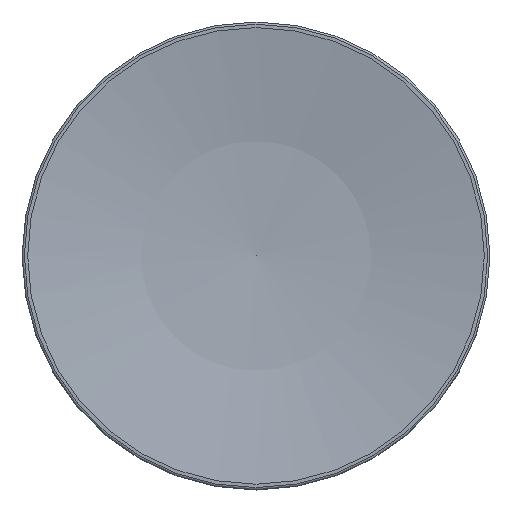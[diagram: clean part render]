
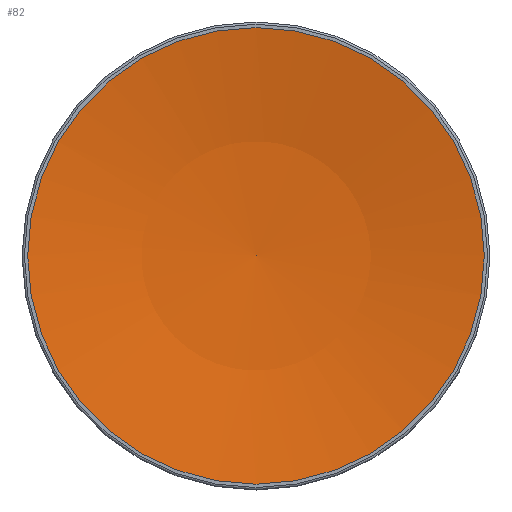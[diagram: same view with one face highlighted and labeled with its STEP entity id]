
A CAD part, top view. The second image highlights one B-rep face of the part: STEP entity #82.
In plain terms, the highlighted spherical face has radius 53.031 mm.
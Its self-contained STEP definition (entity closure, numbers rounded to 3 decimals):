
#82 = ADVANCED_FACE( '', ( #207 ), #208, .F. );
#207 = FACE_OUTER_BOUND( '', #383, .T. );
#208 = SPHERICAL_SURFACE( '', #384, 53.031 );
#383 = EDGE_LOOP( '', ( #565 ) );
#384 = AXIS2_PLACEMENT_3D( '', #566, #567, #568 );
#565 = ORIENTED_EDGE( '', *, *, #972, .T. );
#566 = CARTESIAN_POINT( '', ( 0., 0., 70.531 ) );
#567 = DIRECTION( '', ( 0., 0., 1. ) );
#568 = DIRECTION( '', ( 1., 0., 0. ) );
#972 = EDGE_CURVE( '', #1135, #1135, #1136, .T. );
#1135 = VERTEX_POINT( '', #1371 );
#1136 = CIRCLE( '', #1372, 10.25 );
#1371 = CARTESIAN_POINT( '', ( 10.25, 0., 18.5 ) );
#1372 = AXIS2_PLACEMENT_3D( '', #1759, #1760, #1761 );
#1759 = CARTESIAN_POINT( '', ( 0., 0., 18.5 ) );
#1760 = DIRECTION( '', ( 0., 0., 1. ) );
#1761 = DIRECTION( '', ( 1., 0., 0. ) );
